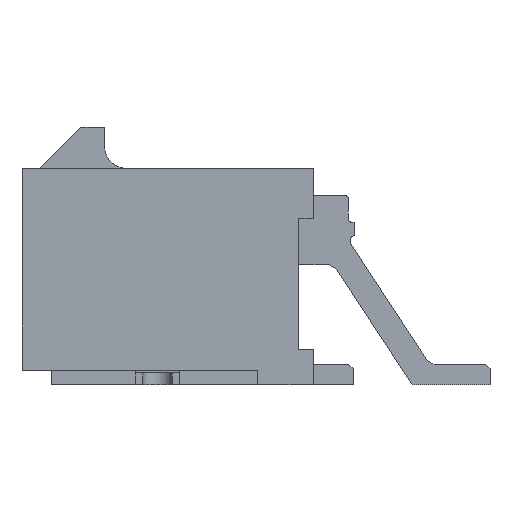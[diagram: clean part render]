
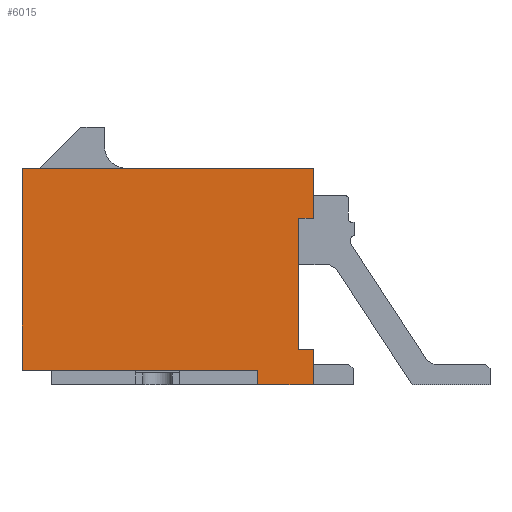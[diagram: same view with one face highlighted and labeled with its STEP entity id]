
A CAD part, left-side view. The second image highlights one B-rep face of the part: STEP entity #6015.
In plain terms, the highlighted face is planar.
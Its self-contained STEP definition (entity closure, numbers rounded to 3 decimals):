
#555=ORIENTED_EDGE('',*,*,#1707,.T.);
#556=ORIENTED_EDGE('',*,*,#1514,.F.);
#557=ORIENTED_EDGE('',*,*,#1708,.T.);
#558=ORIENTED_EDGE('',*,*,#1705,.T.);
#559=ORIENTED_EDGE('',*,*,#1709,.T.);
#560=ORIENTED_EDGE('',*,*,#1710,.T.);
#561=ORIENTED_EDGE('',*,*,#1464,.F.);
#562=ORIENTED_EDGE('',*,*,#1459,.T.);
#563=ORIENTED_EDGE('',*,*,#1711,.T.);
#564=ORIENTED_EDGE('',*,*,#1685,.F.);
#1459=EDGE_CURVE('',#2096,#2098,#2516,.T.);
#1464=EDGE_CURVE('',#2096,#2101,#2521,.T.);
#1514=EDGE_CURVE('',#2137,#2135,#2571,.T.);
#1685=EDGE_CURVE('',#2256,#2255,#2732,.T.);
#1705=EDGE_CURVE('',#2272,#2271,#2752,.T.);
#1707=EDGE_CURVE('',#2256,#2135,#2754,.T.);
#1708=EDGE_CURVE('',#2137,#2272,#2755,.T.);
#1709=EDGE_CURVE('',#2271,#2273,#2756,.T.);
#1710=EDGE_CURVE('',#2273,#2101,#2757,.T.);
#1711=EDGE_CURVE('',#2098,#2255,#2758,.T.);
#2096=VERTEX_POINT('',#7787);
#2098=VERTEX_POINT('',#7791);
#2101=VERTEX_POINT('',#7801);
#2135=VERTEX_POINT('',#7901);
#2137=VERTEX_POINT('',#7905);
#2255=VERTEX_POINT('',#8239);
#2256=VERTEX_POINT('',#8243);
#2271=VERTEX_POINT('',#8284);
#2272=VERTEX_POINT('',#8286);
#2273=VERTEX_POINT('',#8292);
#2516=LINE('',#7792,#3119);
#2521=LINE('',#7802,#3124);
#2571=LINE('',#7906,#3174);
#2732=LINE('',#8244,#3335);
#2752=LINE('',#8285,#3355);
#2754=LINE('',#8289,#3357);
#2755=LINE('',#8290,#3358);
#2756=LINE('',#8291,#3359);
#2757=LINE('',#8293,#3360);
#2758=LINE('',#8294,#3361);
#3119=VECTOR('',#6564,1000.);
#3124=VECTOR('',#6573,1000.);
#3174=VECTOR('',#6659,1000.);
#3335=VECTOR('',#6936,1000.);
#3355=VECTOR('',#6968,1000.);
#3357=VECTOR('',#6972,1000.);
#3358=VECTOR('',#6973,1000.);
#3359=VECTOR('',#6974,1000.);
#3360=VECTOR('',#6975,1000.);
#3361=VECTOR('',#6976,1000.);
#3710=EDGE_LOOP('',(#555,#556,#557,#558,#559,#560,#561,#562,#563,#564));
#3951=FACE_BOUND('',#3710,.T.);
#4188=PLANE('',#6262);
#6015=ADVANCED_FACE('',(#3951),#4188,.T.);
#6262=AXIS2_PLACEMENT_3D('',#8288,#6970,#6971);
#6564=DIRECTION('',(-1.,0.,0.));
#6573=DIRECTION('',(0.,0.,1.));
#6659=DIRECTION('',(1.,0.,0.));
#6936=DIRECTION('',(-1.,0.,0.));
#6968=DIRECTION('',(1.,0.,0.));
#6970=DIRECTION('',(0.,1.,0.));
#6971=DIRECTION('',(1.,0.,0.));
#6972=DIRECTION('',(0.,0.,1.));
#6973=DIRECTION('',(0.,0.,1.));
#6974=DIRECTION('',(0.,0.,-1.));
#6975=DIRECTION('',(-1.,0.,0.));
#6976=DIRECTION('',(0.,0.,1.));
#7787=CARTESIAN_POINT('',(-8.,6.7,-0.5));
#7791=CARTESIAN_POINT('',(-9.9,6.7,-0.5));
#7792=CARTESIAN_POINT('',(-8.,6.7,-0.5));
#7801=CARTESIAN_POINT('',(-8.,6.7,0.));
#7802=CARTESIAN_POINT('',(-8.,6.7,-0.5));
#7901=CARTESIAN_POINT('',(-9.4,6.7,5.16));
#7905=CARTESIAN_POINT('',(-9.9,6.7,5.16));
#7906=CARTESIAN_POINT('',(-9.9,6.7,5.16));
#8239=CARTESIAN_POINT('',(-9.9,6.7,0.7));
#8243=CARTESIAN_POINT('',(-9.4,6.7,0.7));
#8244=CARTESIAN_POINT('',(-9.4,6.7,0.7));
#8284=CARTESIAN_POINT('',(0.,6.7,6.86));
#8285=CARTESIAN_POINT('',(-9.9,6.7,6.86));
#8286=CARTESIAN_POINT('',(-9.9,6.7,6.86));
#8288=CARTESIAN_POINT('',(-4.95,6.7,3.43));
#8289=CARTESIAN_POINT('',(-9.4,6.7,6.16));
#8290=CARTESIAN_POINT('',(-9.9,6.7,0.));
#8291=CARTESIAN_POINT('',(0.,6.7,6.86));
#8292=CARTESIAN_POINT('',(0.,6.7,0.));
#8293=CARTESIAN_POINT('',(0.,6.7,0.));
#8294=CARTESIAN_POINT('',(-9.9,6.7,0.));
